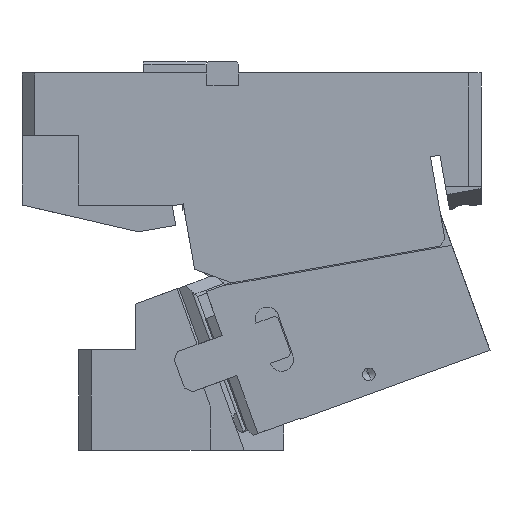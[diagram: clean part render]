
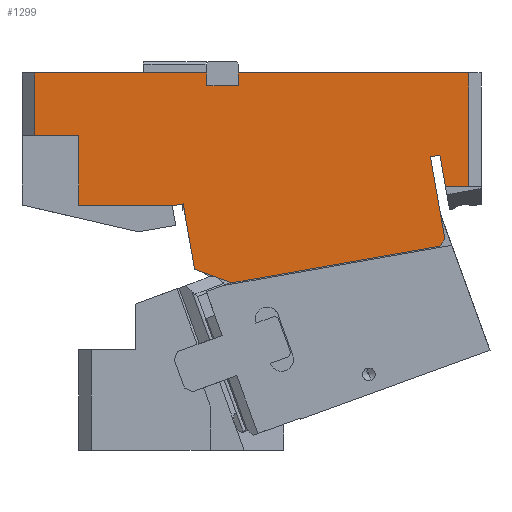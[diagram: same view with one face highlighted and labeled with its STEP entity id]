
A CAD part, front view. The second image highlights one B-rep face of the part: STEP entity #1299.
In plain terms, the highlighted planar face has unit normal (0, -1, 0).
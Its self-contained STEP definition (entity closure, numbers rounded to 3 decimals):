
#500=CARTESIAN_POINT('Vertex',(-275.,-110.,265.)) ;
#503=CARTESIAN_POINT('Line Origine',(-206.5,-110.,265.)) ;
#507=CARTESIAN_POINT('Vertex',(-138.,-110.,265.)) ;
#785=CARTESIAN_POINT('Vertex',(-275.,-110.,215.)) ;
#788=CARTESIAN_POINT('Line Origine',(-275.,-110.,240.)) ;
#809=CARTESIAN_POINT('Vertex',(-240.,-110.,215.)) ;
#814=CARTESIAN_POINT('Line Origine',(-257.5,-110.,215.)) ;
#1155=CARTESIAN_POINT('Axis2P3D Location',(-20.298,-110.,85.991)) ;
#1160=CARTESIAN_POINT('Line Origine',(-132.905,-110.,103.592)) ;
#1164=CARTESIAN_POINT('Vertex',(-147.727,-110.,108.986)) ;
#1166=CARTESIAN_POINT('Vertex',(-118.083,-110.,98.197)) ;
#1169=CARTESIAN_POINT('Line Origine',(-35.517,-110.,112.755)) ;
#1173=CARTESIAN_POINT('Vertex',(47.05,-110.,127.314)) ;
#1176=CARTESIAN_POINT('Line Origine',(49.077,-110.,130.21)) ;
#1180=CARTESIAN_POINT('Vertex',(51.105,-110.,133.106)) ;
#1183=CARTESIAN_POINT('Line Origine',(45.353,-110.,165.728)) ;
#1187=CARTESIAN_POINT('Vertex',(39.601,-110.,198.35)) ;
#1190=CARTESIAN_POINT('Line Origine',(43.424,-110.,199.024)) ;
#1194=CARTESIAN_POINT('Vertex',(47.247,-110.,199.698)) ;
#1197=CARTESIAN_POINT('Line Origine',(49.371,-110.,187.654)) ;
#1201=CARTESIAN_POINT('Vertex',(51.494,-110.,175.61)) ;
#1204=CARTESIAN_POINT('Line Origine',(51.548,-110.,175.305)) ;
#1208=CARTESIAN_POINT('Vertex',(51.602,-110.,175.)) ;
#1211=CARTESIAN_POINT('Line Origine',(60.801,-110.,175.)) ;
#1215=CARTESIAN_POINT('Vertex',(70.,-110.,175.)) ;
#1218=CARTESIAN_POINT('Line Origine',(70.,-110.,220.)) ;
#1222=CARTESIAN_POINT('Vertex',(70.,-110.,265.)) ;
#1225=CARTESIAN_POINT('Line Origine',(-21.5,-110.,265.)) ;
#1229=CARTESIAN_POINT('Vertex',(-113.,-110.,265.)) ;
#1232=CARTESIAN_POINT('Line Origine',(-113.,-110.,260.)) ;
#1236=CARTESIAN_POINT('Vertex',(-113.,-110.,255.)) ;
#1239=CARTESIAN_POINT('Line Origine',(-125.5,-110.,255.)) ;
#1243=CARTESIAN_POINT('Vertex',(-138.,-110.,255.)) ;
#1246=CARTESIAN_POINT('Line Origine',(-138.,-110.,260.)) ;
#1251=CARTESIAN_POINT('Line Origine',(-240.,-110.,187.5)) ;
#1255=CARTESIAN_POINT('Vertex',(-240.,-110.,160.)) ;
#1258=CARTESIAN_POINT('Line Origine',(-200.967,-110.,160.)) ;
#1262=CARTESIAN_POINT('Vertex',(-161.934,-110.,160.)) ;
#1265=CARTESIAN_POINT('Line Origine',(-159.407,-110.,160.446)) ;
#1269=CARTESIAN_POINT('Vertex',(-156.879,-110.,160.891)) ;
#1272=CARTESIAN_POINT('Line Origine',(-152.303,-110.,134.939)) ;
#504=DIRECTION('Vector Direction',(-1.,0.,0.)) ;
#789=DIRECTION('Vector Direction',(0.,0.,-1.)) ;
#815=DIRECTION('Vector Direction',(1.,0.,0.)) ;
#1156=DIRECTION('Axis2P3D Direction',(0.,1.,0.)) ;
#1157=DIRECTION('Axis2P3D XDirection',(0.985,0.,0.174)) ;
#1161=DIRECTION('Vector Direction',(0.94,0.,-0.342)) ;
#1170=DIRECTION('Vector Direction',(0.985,0.,0.174)) ;
#1177=DIRECTION('Vector Direction',(0.574,0.,0.819)) ;
#1184=DIRECTION('Vector Direction',(-0.174,0.,0.985)) ;
#1191=DIRECTION('Vector Direction',(-0.985,0.,-0.174)) ;
#1198=DIRECTION('Vector Direction',(0.174,0.,-0.985)) ;
#1205=DIRECTION('Vector Direction',(0.174,0.,-0.985)) ;
#1212=DIRECTION('Vector Direction',(1.,0.,0.)) ;
#1219=DIRECTION('Vector Direction',(0.,0.,1.)) ;
#1226=DIRECTION('Vector Direction',(-1.,0.,0.)) ;
#1233=DIRECTION('Vector Direction',(0.,0.,1.)) ;
#1240=DIRECTION('Vector Direction',(1.,0.,0.)) ;
#1247=DIRECTION('Vector Direction',(0.,0.,1.)) ;
#1252=DIRECTION('Vector Direction',(0.,0.,-1.)) ;
#1259=DIRECTION('Vector Direction',(-1.,0.,0.)) ;
#1266=DIRECTION('Vector Direction',(0.985,0.,0.174)) ;
#1273=DIRECTION('Vector Direction',(-0.174,0.,0.985)) ;
#1158=AXIS2_PLACEMENT_3D('Plane Axis2P3D',#1155,#1156,#1157) ;
#1278=ORIENTED_EDGE('',*,*,#1168,.T.) ;
#1279=ORIENTED_EDGE('',*,*,#1175,.T.) ;
#1280=ORIENTED_EDGE('',*,*,#1182,.T.) ;
#1281=ORIENTED_EDGE('',*,*,#1189,.T.) ;
#1282=ORIENTED_EDGE('',*,*,#1196,.F.) ;
#1283=ORIENTED_EDGE('',*,*,#1203,.F.) ;
#1284=ORIENTED_EDGE('',*,*,#1210,.T.) ;
#1285=ORIENTED_EDGE('',*,*,#1217,.T.) ;
#1286=ORIENTED_EDGE('',*,*,#1224,.T.) ;
#1287=ORIENTED_EDGE('',*,*,#1231,.T.) ;
#1288=ORIENTED_EDGE('',*,*,#1238,.F.) ;
#1289=ORIENTED_EDGE('',*,*,#1245,.F.) ;
#1290=ORIENTED_EDGE('',*,*,#1250,.T.) ;
#1291=ORIENTED_EDGE('',*,*,#509,.T.) ;
#1292=ORIENTED_EDGE('',*,*,#792,.T.) ;
#1293=ORIENTED_EDGE('',*,*,#818,.T.) ;
#1294=ORIENTED_EDGE('',*,*,#1257,.T.) ;
#1295=ORIENTED_EDGE('',*,*,#1264,.F.) ;
#1296=ORIENTED_EDGE('',*,*,#1271,.T.) ;
#1297=ORIENTED_EDGE('',*,*,#1276,.F.) ;
#505=VECTOR('Line Direction',#504,1.) ;
#790=VECTOR('Line Direction',#789,1.) ;
#816=VECTOR('Line Direction',#815,1.) ;
#1162=VECTOR('Line Direction',#1161,1.) ;
#1171=VECTOR('Line Direction',#1170,1.) ;
#1178=VECTOR('Line Direction',#1177,1.) ;
#1185=VECTOR('Line Direction',#1184,1.) ;
#1192=VECTOR('Line Direction',#1191,1.) ;
#1199=VECTOR('Line Direction',#1198,1.) ;
#1206=VECTOR('Line Direction',#1205,1.) ;
#1213=VECTOR('Line Direction',#1212,1.) ;
#1220=VECTOR('Line Direction',#1219,1.) ;
#1227=VECTOR('Line Direction',#1226,1.) ;
#1234=VECTOR('Line Direction',#1233,1.) ;
#1241=VECTOR('Line Direction',#1240,1.) ;
#1248=VECTOR('Line Direction',#1247,1.) ;
#1253=VECTOR('Line Direction',#1252,1.) ;
#1260=VECTOR('Line Direction',#1259,1.) ;
#1267=VECTOR('Line Direction',#1266,1.) ;
#1274=VECTOR('Line Direction',#1273,1.) ;
#1299=ADVANCED_FACE('CAM HOLDER',(#1298),#1159,.F.) ;
#509=EDGE_CURVE('',#508,#501,#506,.T.) ;
#792=EDGE_CURVE('',#501,#786,#791,.T.) ;
#818=EDGE_CURVE('',#786,#810,#817,.T.) ;
#1168=EDGE_CURVE('',#1165,#1167,#1163,.T.) ;
#1175=EDGE_CURVE('',#1167,#1174,#1172,.T.) ;
#1182=EDGE_CURVE('',#1174,#1181,#1179,.T.) ;
#1189=EDGE_CURVE('',#1181,#1188,#1186,.T.) ;
#1196=EDGE_CURVE('',#1195,#1188,#1193,.T.) ;
#1203=EDGE_CURVE('',#1202,#1195,#1200,.F.) ;
#1210=EDGE_CURVE('',#1202,#1209,#1207,.T.) ;
#1217=EDGE_CURVE('',#1209,#1216,#1214,.T.) ;
#1224=EDGE_CURVE('',#1216,#1223,#1221,.T.) ;
#1231=EDGE_CURVE('',#1223,#1230,#1228,.T.) ;
#1238=EDGE_CURVE('',#1237,#1230,#1235,.T.) ;
#1245=EDGE_CURVE('',#1244,#1237,#1242,.T.) ;
#1250=EDGE_CURVE('',#1244,#508,#1249,.T.) ;
#1257=EDGE_CURVE('',#810,#1256,#1254,.T.) ;
#1264=EDGE_CURVE('',#1263,#1256,#1261,.T.) ;
#1271=EDGE_CURVE('',#1263,#1270,#1268,.T.) ;
#1276=EDGE_CURVE('',#1165,#1270,#1275,.T.) ;
#1277=EDGE_LOOP('',(#1278,#1279,#1280,#1281,#1282,#1283,#1284,#1285,#1286,#1287,#1288,#1289,#1290,#1291,#1292,#1293,#1294,#1295,#1296,#1297)) ;
#1298=FACE_OUTER_BOUND('',#1277,.T.) ;
#506=LINE('Line',#503,#505) ;
#791=LINE('Line',#788,#790) ;
#817=LINE('Line',#814,#816) ;
#1163=LINE('Line',#1160,#1162) ;
#1172=LINE('Line',#1169,#1171) ;
#1179=LINE('Line',#1176,#1178) ;
#1186=LINE('Line',#1183,#1185) ;
#1193=LINE('Line',#1190,#1192) ;
#1200=LINE('Line',#1197,#1199) ;
#1207=LINE('Line',#1204,#1206) ;
#1214=LINE('Line',#1211,#1213) ;
#1221=LINE('Line',#1218,#1220) ;
#1228=LINE('Line',#1225,#1227) ;
#1235=LINE('Line',#1232,#1234) ;
#1242=LINE('Line',#1239,#1241) ;
#1249=LINE('Line',#1246,#1248) ;
#1254=LINE('Line',#1251,#1253) ;
#1261=LINE('Line',#1258,#1260) ;
#1268=LINE('Line',#1265,#1267) ;
#1275=LINE('Line',#1272,#1274) ;
#1159=PLANE('Plane',#1158) ;
#501=VERTEX_POINT('',#500) ;
#508=VERTEX_POINT('',#507) ;
#786=VERTEX_POINT('',#785) ;
#810=VERTEX_POINT('',#809) ;
#1165=VERTEX_POINT('',#1164) ;
#1167=VERTEX_POINT('',#1166) ;
#1174=VERTEX_POINT('',#1173) ;
#1181=VERTEX_POINT('',#1180) ;
#1188=VERTEX_POINT('',#1187) ;
#1195=VERTEX_POINT('',#1194) ;
#1202=VERTEX_POINT('',#1201) ;
#1209=VERTEX_POINT('',#1208) ;
#1216=VERTEX_POINT('',#1215) ;
#1223=VERTEX_POINT('',#1222) ;
#1230=VERTEX_POINT('',#1229) ;
#1237=VERTEX_POINT('',#1236) ;
#1244=VERTEX_POINT('',#1243) ;
#1256=VERTEX_POINT('',#1255) ;
#1263=VERTEX_POINT('',#1262) ;
#1270=VERTEX_POINT('',#1269) ;
